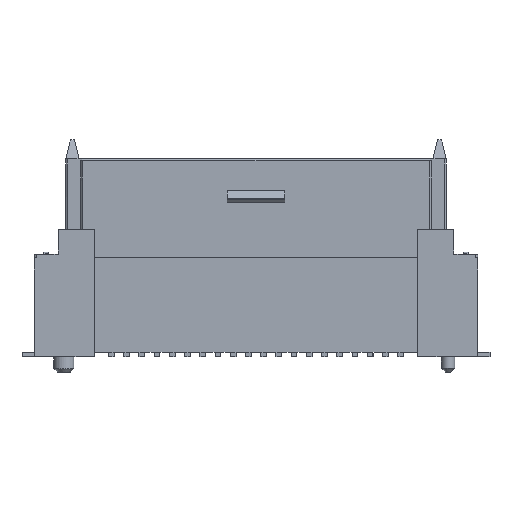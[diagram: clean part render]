
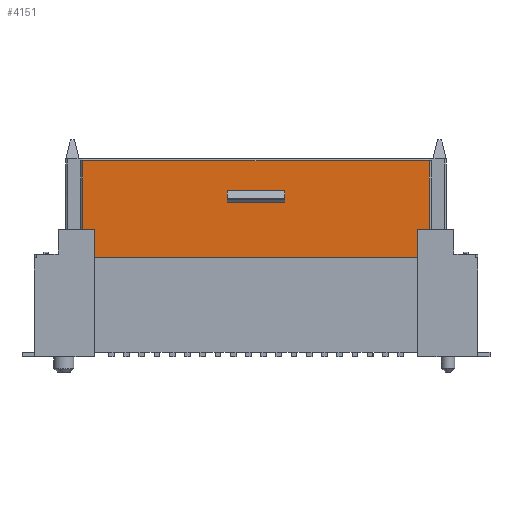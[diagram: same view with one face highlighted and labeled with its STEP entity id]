
A CAD part, front view. The second image highlights one B-rep face of the part: STEP entity #4151.
In plain terms, the highlighted planar face has unit normal (0, -1, 0).
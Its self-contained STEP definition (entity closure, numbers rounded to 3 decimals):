
#86=CARTESIAN_POINT('',(3.15,0.825,-4.7));
#87=VERTEX_POINT('',#86);
#94=CARTESIAN_POINT('',(2.55,0.825,-4.7));
#95=VERTEX_POINT('',#94);
#96=CARTESIAN_POINT('',(3.15,0.825,-4.7));
#97=DIRECTION('',(-1.,0.,0.));
#98=VECTOR('',#97,0.6);
#99=LINE('',#96,#98);
#100=EDGE_CURVE('',#87,#95,#99,.T.);
#224=CARTESIAN_POINT('',(2.55,0.825,-1.1));
#225=VERTEX_POINT('',#224);
#251=CARTESIAN_POINT('',(2.55,0.825,-4.7));
#252=DIRECTION('',(0.,0.,1.));
#253=VECTOR('',#252,3.6);
#254=LINE('',#251,#253);
#255=EDGE_CURVE('',#95,#225,#254,.T.);
#495=CARTESIAN_POINT('',(20.15,0.825,-4.7));
#496=VERTEX_POINT('',#495);
#587=CARTESIAN_POINT('',(20.75,0.825,-4.7));
#588=VERTEX_POINT('',#587);
#596=CARTESIAN_POINT('',(20.75,0.825,-4.7));
#597=DIRECTION('',(-1.,0.,0.));
#598=VECTOR('',#597,0.6);
#599=LINE('',#596,#598);
#600=EDGE_CURVE('',#588,#496,#599,.T.);
#628=CARTESIAN_POINT('',(20.75,0.825,-1.1));
#629=VERTEX_POINT('',#628);
#637=CARTESIAN_POINT('',(20.75,0.825,-1.1));
#638=DIRECTION('',(0.,0.,-1.));
#639=VECTOR('',#638,3.6);
#640=LINE('',#637,#639);
#641=EDGE_CURVE('',#629,#588,#640,.T.);
#660=CARTESIAN_POINT('',(2.55,0.825,-1.1));
#661=DIRECTION('',(1.,0.,0.));
#662=VECTOR('',#661,18.2);
#663=LINE('',#660,#662);
#664=EDGE_CURVE('',#225,#629,#663,.T.);
#689=CARTESIAN_POINT('',(10.15,0.825,-2.671));
#690=VERTEX_POINT('',#689);
#707=CARTESIAN_POINT('',(13.15,0.825,-2.671));
#708=VERTEX_POINT('',#707);
#715=CARTESIAN_POINT('',(13.15,0.825,-2.671));
#716=DIRECTION('',(-1.,0.,0.));
#717=VECTOR('',#716,3.);
#718=LINE('',#715,#717);
#719=EDGE_CURVE('',#708,#690,#718,.T.);
#739=CARTESIAN_POINT('',(13.15,0.825,-3.271));
#740=VERTEX_POINT('',#739);
#747=CARTESIAN_POINT('',(13.15,0.825,-3.271));
#748=DIRECTION('',(0.,0.,1.));
#749=VECTOR('',#748,0.6);
#750=LINE('',#747,#749);
#751=EDGE_CURVE('',#740,#708,#750,.T.);
#770=CARTESIAN_POINT('',(10.15,0.825,-3.271));
#771=VERTEX_POINT('',#770);
#778=CARTESIAN_POINT('',(10.15,0.825,-3.271));
#779=DIRECTION('',(1.,0.,0.));
#780=VECTOR('',#779,3.);
#781=LINE('',#778,#780);
#782=EDGE_CURVE('',#771,#740,#781,.T.);
#801=CARTESIAN_POINT('',(10.15,0.825,-2.671));
#802=DIRECTION('',(0.,0.,-1.));
#803=VECTOR('',#802,0.6);
#804=LINE('',#801,#803);
#805=EDGE_CURVE('',#690,#771,#804,.T.);
#4077=CARTESIAN_POINT('',(3.15,0.825,-6.2));
#4078=VERTEX_POINT('',#4077);
#4085=CARTESIAN_POINT('',(3.15,0.825,-6.2));
#4086=DIRECTION('',(0.,0.,1.));
#4087=VECTOR('',#4086,1.5);
#4088=LINE('',#4085,#4087);
#4089=EDGE_CURVE('',#4078,#87,#4088,.T.);
#4118=CARTESIAN_POINT('',(11.65,0.825,-8.4));
#4119=DIRECTION('',(1.,0.,0.));
#4120=DIRECTION('',(0.,-1.,0.));
#4121=AXIS2_PLACEMENT_3D('',#4118,#4120,#4119);
#4122=PLANE('',#4121);
#4123=ORIENTED_EDGE('',*,*,#600,.F.);
#4124=ORIENTED_EDGE('',*,*,#641,.F.);
#4125=ORIENTED_EDGE('',*,*,#664,.F.);
#4126=ORIENTED_EDGE('',*,*,#255,.F.);
#4127=ORIENTED_EDGE('',*,*,#100,.F.);
#4128=ORIENTED_EDGE('',*,*,#4089,.F.);
#4129=CARTESIAN_POINT('',(20.15,0.825,-6.2));
#4130=VERTEX_POINT('',#4129);
#4131=CARTESIAN_POINT('',(3.15,0.825,-6.2));
#4132=DIRECTION('',(1.,0.,0.));
#4133=VECTOR('',#4132,17.);
#4134=LINE('',#4131,#4133);
#4135=EDGE_CURVE('',#4078,#4130,#4134,.T.);
#4136=ORIENTED_EDGE('',*,*,#4135,.T.);
#4137=CARTESIAN_POINT('',(20.15,0.825,-6.2));
#4138=DIRECTION('',(0.,0.,1.));
#4139=VECTOR('',#4138,1.5);
#4140=LINE('',#4137,#4139);
#4141=EDGE_CURVE('',#4130,#496,#4140,.T.);
#4142=ORIENTED_EDGE('',*,*,#4141,.T.);
#4143=EDGE_LOOP('',(#4123,#4124,#4125,#4126,#4127,#4128,#4136,#4142));
#4144=FACE_OUTER_BOUND('',#4143,.T.);
#4145=ORIENTED_EDGE('',*,*,#719,.F.);
#4146=ORIENTED_EDGE('',*,*,#751,.F.);
#4147=ORIENTED_EDGE('',*,*,#782,.F.);
#4148=ORIENTED_EDGE('',*,*,#805,.F.);
#4149=EDGE_LOOP('',(#4145,#4146,#4147,#4148));
#4150=FACE_BOUND('',#4149,.T.);
#4151=ADVANCED_FACE('',(#4144,#4150),#4122,.T.);
